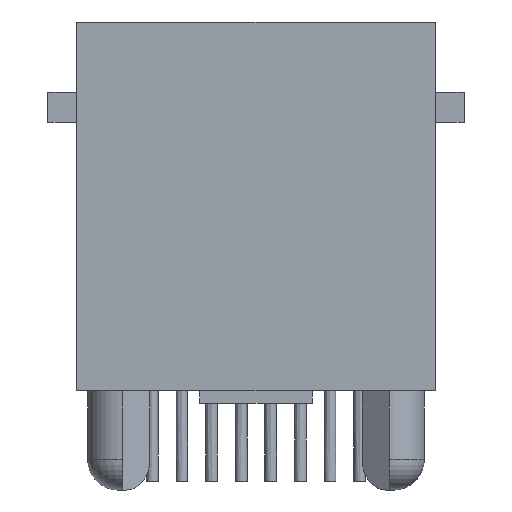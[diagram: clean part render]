
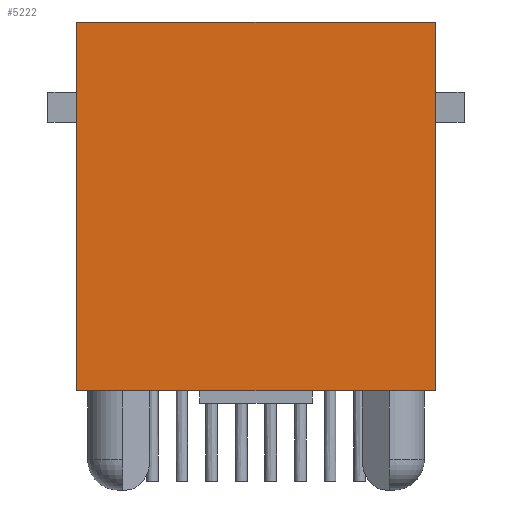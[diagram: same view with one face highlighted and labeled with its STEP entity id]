
A CAD part, left-side view. The second image highlights one B-rep face of the part: STEP entity #5222.
In plain terms, the highlighted face is planar.
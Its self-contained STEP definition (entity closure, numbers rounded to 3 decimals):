
#1396=ORIENTED_EDGE('',*,*,#1985,.F.);
#1397=ORIENTED_EDGE('',*,*,#2267,.F.);
#1398=ORIENTED_EDGE('',*,*,#2265,.T.);
#1399=ORIENTED_EDGE('',*,*,#2268,.T.);
#1985=EDGE_CURVE('',#2612,#2613,#3154,.T.);
#2265=EDGE_CURVE('',#2740,#2741,#3428,.T.);
#2267=EDGE_CURVE('',#2740,#2612,#3430,.T.);
#2268=EDGE_CURVE('',#2741,#2613,#3431,.T.);
#2612=VERTEX_POINT('',#7867);
#2613=VERTEX_POINT('',#7869);
#2740=VERTEX_POINT('',#8385);
#2741=VERTEX_POINT('',#8387);
#3154=LINE('',#7868,#3830);
#3428=LINE('',#8388,#4104);
#3430=LINE('',#8393,#4106);
#3431=LINE('',#8395,#4107);
#3830=VECTOR('',#6383,1000.);
#4104=VECTOR('',#6891,1000.);
#4106=VECTOR('',#6899,1000.);
#4107=VECTOR('',#6902,1000.);
#4362=EDGE_LOOP('',(#1396,#1397,#1398,#1399));
#4668=FACE_BOUND('',#4362,.T.);
#4956=PLANE('',#5621);
#5222=ADVANCED_FACE('',(#4668),#4956,.T.);
#5621=AXIS2_PLACEMENT_3D('',#8394,#6900,#6901);
#6383=DIRECTION('',(-1.,0.,0.));
#6891=DIRECTION('',(-1.,0.,0.));
#6899=DIRECTION('',(0.,1.,0.));
#6900=DIRECTION('',(0.,0.,-1.));
#6901=DIRECTION('',(-1.,0.,0.));
#6902=DIRECTION('',(0.,1.,0.));
#7867=CARTESIAN_POINT('',(7.9,7.68,-8.2));
#7868=CARTESIAN_POINT('',(7.9,7.68,-8.2));
#7869=CARTESIAN_POINT('',(-7.9,7.68,-8.2));
#8385=CARTESIAN_POINT('',(7.9,-7.68,-8.2));
#8387=CARTESIAN_POINT('',(-7.9,-7.68,-8.2));
#8388=CARTESIAN_POINT('',(7.9,-7.68,-8.2));
#8393=CARTESIAN_POINT('',(7.9,-7.68,-8.2));
#8394=CARTESIAN_POINT('',(7.9,-7.68,-8.2));
#8395=CARTESIAN_POINT('',(-7.9,-7.68,-8.2));
